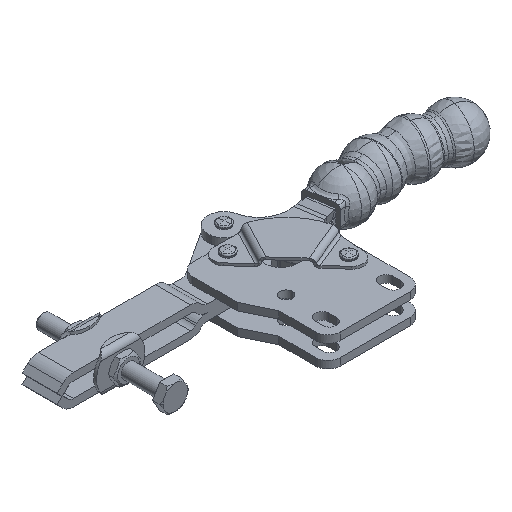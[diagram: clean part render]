
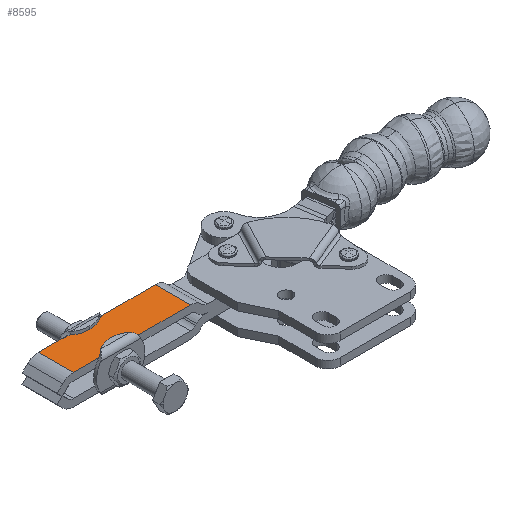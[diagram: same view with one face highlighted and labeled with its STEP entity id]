
A CAD part, isometric view. The second image highlights one B-rep face of the part: STEP entity #8595.
In plain terms, the highlighted planar face has unit normal (0, 0, 1).
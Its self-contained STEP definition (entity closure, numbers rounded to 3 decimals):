
#8506=AXIS2_PLACEMENT_3D('Plane Axis2P3D',#8503,#8504,#8505) ;
#6844=CARTESIAN_POINT('Vertex',(-80.812,60.938,3.065)) ;
#6847=CARTESIAN_POINT('Line Origine',(-91.745,60.938,3.065)) ;
#6851=CARTESIAN_POINT('Vertex',(-102.678,60.938,3.065)) ;
#7148=CARTESIAN_POINT('Vertex',(-102.678,75.188,3.065)) ;
#7151=CARTESIAN_POINT('Line Origine',(-91.745,75.188,3.065)) ;
#7155=CARTESIAN_POINT('Vertex',(-80.812,75.188,3.065)) ;
#8491=CARTESIAN_POINT('Line Origine',(-80.812,68.063,3.065)) ;
#8503=CARTESIAN_POINT('Axis2P3D Location',(-85.724,70.263,3.065)) ;
#8509=CARTESIAN_POINT('Control Point',(-117.897,61.072,3.065)) ;
#8510=CARTESIAN_POINT('Control Point',(-117.913,61.047,3.065)) ;
#8511=CARTESIAN_POINT('Control Point',(-117.929,61.02,3.065)) ;
#8512=CARTESIAN_POINT('Control Point',(-117.944,60.993,3.065)) ;
#8513=CARTESIAN_POINT('Control Point',(-117.959,60.966,3.065)) ;
#8514=CARTESIAN_POINT('Control Point',(-117.972,60.938,3.065)) ;
#8515=CARTESIAN_POINT('Vertex',(-117.897,61.072,3.065)) ;
#8517=CARTESIAN_POINT('Vertex',(-117.972,60.938,3.065)) ;
#8520=CARTESIAN_POINT('Line Origine',(-110.325,61.072,3.065)) ;
#8524=CARTESIAN_POINT('Vertex',(-102.753,61.072,3.065)) ;
#8528=CARTESIAN_POINT('Control Point',(-102.753,61.072,3.065)) ;
#8529=CARTESIAN_POINT('Control Point',(-102.737,61.047,3.065)) ;
#8530=CARTESIAN_POINT('Control Point',(-102.722,61.02,3.065)) ;
#8531=CARTESIAN_POINT('Control Point',(-102.706,60.993,3.065)) ;
#8532=CARTESIAN_POINT('Control Point',(-102.692,60.966,3.065)) ;
#8533=CARTESIAN_POINT('Control Point',(-102.678,60.938,3.065)) ;
#8536=CARTESIAN_POINT('Control Point',(-102.753,75.054,3.065)) ;
#8537=CARTESIAN_POINT('Control Point',(-102.737,75.08,3.065)) ;
#8538=CARTESIAN_POINT('Control Point',(-102.722,75.106,3.065)) ;
#8539=CARTESIAN_POINT('Control Point',(-102.706,75.133,3.065)) ;
#8540=CARTESIAN_POINT('Control Point',(-102.692,75.16,3.065)) ;
#8541=CARTESIAN_POINT('Control Point',(-102.678,75.188,3.065)) ;
#8542=CARTESIAN_POINT('Vertex',(-102.753,75.054,3.065)) ;
#8545=CARTESIAN_POINT('Line Origine',(-110.325,75.054,3.065)) ;
#8549=CARTESIAN_POINT('Vertex',(-117.897,75.054,3.065)) ;
#8553=CARTESIAN_POINT('Control Point',(-117.897,75.054,3.065)) ;
#8554=CARTESIAN_POINT('Control Point',(-117.913,75.08,3.065)) ;
#8555=CARTESIAN_POINT('Control Point',(-117.929,75.106,3.065)) ;
#8556=CARTESIAN_POINT('Control Point',(-117.944,75.133,3.065)) ;
#8557=CARTESIAN_POINT('Control Point',(-117.959,75.16,3.065)) ;
#8558=CARTESIAN_POINT('Control Point',(-117.972,75.188,3.065)) ;
#8559=CARTESIAN_POINT('Vertex',(-117.972,75.188,3.065)) ;
#8562=CARTESIAN_POINT('Line Origine',(-123.196,75.188,3.065)) ;
#8566=CARTESIAN_POINT('Vertex',(-128.419,75.188,3.065)) ;
#8569=CARTESIAN_POINT('Line Origine',(-128.419,68.063,3.065)) ;
#8573=CARTESIAN_POINT('Vertex',(-128.419,60.938,3.065)) ;
#8576=CARTESIAN_POINT('Line Origine',(-123.196,60.938,3.065)) ;
#6848=DIRECTION('Vector Direction',(-1.,0.,0.)) ;
#7152=DIRECTION('Vector Direction',(1.,0.,0.)) ;
#8492=DIRECTION('Vector Direction',(0.,1.,0.)) ;
#8504=DIRECTION('Axis2P3D Direction',(0.,0.,-1.)) ;
#8505=DIRECTION('Axis2P3D XDirection',(-1.,0.,0.)) ;
#8521=DIRECTION('Vector Direction',(1.,0.,0.)) ;
#8546=DIRECTION('Vector Direction',(1.,0.,0.)) ;
#8563=DIRECTION('Vector Direction',(1.,0.,0.)) ;
#8570=DIRECTION('Vector Direction',(0.,-1.,0.)) ;
#8577=DIRECTION('Vector Direction',(-1.,0.,0.)) ;
#6849=VECTOR('Line Direction',#6848,1.) ;
#7153=VECTOR('Line Direction',#7152,1.) ;
#8493=VECTOR('Line Direction',#8492,1.) ;
#8522=VECTOR('Line Direction',#8521,1.) ;
#8547=VECTOR('Line Direction',#8546,1.) ;
#8564=VECTOR('Line Direction',#8563,1.) ;
#8571=VECTOR('Line Direction',#8570,1.) ;
#8578=VECTOR('Line Direction',#8577,1.) ;
#8582=ORIENTED_EDGE('',*,*,#8519,.F.) ;
#8583=ORIENTED_EDGE('',*,*,#8526,.T.) ;
#8584=ORIENTED_EDGE('',*,*,#8534,.T.) ;
#8585=ORIENTED_EDGE('',*,*,#6853,.F.) ;
#8586=ORIENTED_EDGE('',*,*,#8495,.T.) ;
#8587=ORIENTED_EDGE('',*,*,#7157,.F.) ;
#8588=ORIENTED_EDGE('',*,*,#8544,.F.) ;
#8589=ORIENTED_EDGE('',*,*,#8551,.F.) ;
#8590=ORIENTED_EDGE('',*,*,#8561,.T.) ;
#8591=ORIENTED_EDGE('',*,*,#8568,.F.) ;
#8592=ORIENTED_EDGE('',*,*,#8575,.T.) ;
#8593=ORIENTED_EDGE('',*,*,#8580,.F.) ;
#8595=ADVANCED_FACE('HORIZONTALSPANNER_TS_H_155_U_357871',(#8594),#8507,.F.) ;
#8508=B_SPLINE_CURVE_WITH_KNOTS('',5,(#8509,#8510,#8511,#8512,#8513,#8514),.UNSPECIFIED.,.F.,.U.,(6,6),(0.,0.232),.UNSPECIFIED.) ;
#8527=B_SPLINE_CURVE_WITH_KNOTS('',5,(#8528,#8529,#8530,#8531,#8532,#8533),.UNSPECIFIED.,.F.,.U.,(6,6),(0.,0.232),.UNSPECIFIED.) ;
#8535=B_SPLINE_CURVE_WITH_KNOTS('',5,(#8536,#8537,#8538,#8539,#8540,#8541),.UNSPECIFIED.,.F.,.U.,(6,6),(0.,0.232),.UNSPECIFIED.) ;
#8552=B_SPLINE_CURVE_WITH_KNOTS('',5,(#8553,#8554,#8555,#8556,#8557,#8558),.UNSPECIFIED.,.F.,.U.,(6,6),(0.,0.232),.UNSPECIFIED.) ;
#6853=EDGE_CURVE('',#6845,#6852,#6850,.T.) ;
#7157=EDGE_CURVE('',#7149,#7156,#7154,.T.) ;
#8495=EDGE_CURVE('',#6845,#7156,#8494,.T.) ;
#8519=EDGE_CURVE('',#8516,#8518,#8508,.T.) ;
#8526=EDGE_CURVE('',#8516,#8525,#8523,.T.) ;
#8534=EDGE_CURVE('',#8525,#6852,#8527,.T.) ;
#8544=EDGE_CURVE('',#8543,#7149,#8535,.T.) ;
#8551=EDGE_CURVE('',#8550,#8543,#8548,.T.) ;
#8561=EDGE_CURVE('',#8550,#8560,#8552,.T.) ;
#8568=EDGE_CURVE('',#8567,#8560,#8565,.T.) ;
#8575=EDGE_CURVE('',#8567,#8574,#8572,.T.) ;
#8580=EDGE_CURVE('',#8518,#8574,#8579,.T.) ;
#8581=EDGE_LOOP('',(#8582,#8583,#8584,#8585,#8586,#8587,#8588,#8589,#8590,#8591,#8592,#8593)) ;
#8594=FACE_OUTER_BOUND('',#8581,.T.) ;
#6850=LINE('Line',#6847,#6849) ;
#7154=LINE('Line',#7151,#7153) ;
#8494=LINE('Line',#8491,#8493) ;
#8523=LINE('Line',#8520,#8522) ;
#8548=LINE('Line',#8545,#8547) ;
#8565=LINE('Line',#8562,#8564) ;
#8572=LINE('Line',#8569,#8571) ;
#8579=LINE('Line',#8576,#8578) ;
#8507=PLANE('Plane',#8506) ;
#6845=VERTEX_POINT('',#6844) ;
#6852=VERTEX_POINT('',#6851) ;
#7149=VERTEX_POINT('',#7148) ;
#7156=VERTEX_POINT('',#7155) ;
#8516=VERTEX_POINT('',#8515) ;
#8518=VERTEX_POINT('',#8517) ;
#8525=VERTEX_POINT('',#8524) ;
#8543=VERTEX_POINT('',#8542) ;
#8550=VERTEX_POINT('',#8549) ;
#8560=VERTEX_POINT('',#8559) ;
#8567=VERTEX_POINT('',#8566) ;
#8574=VERTEX_POINT('',#8573) ;
